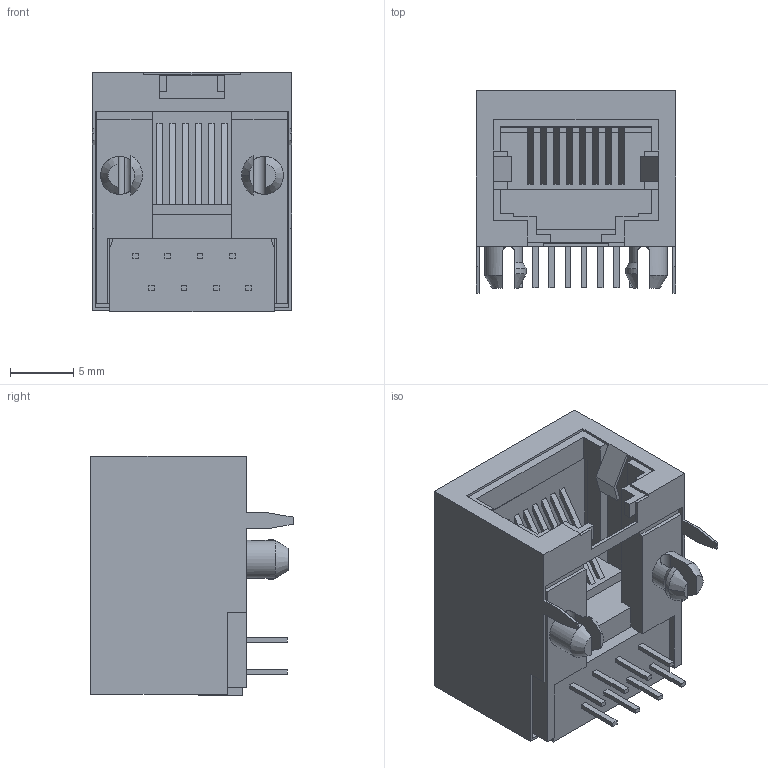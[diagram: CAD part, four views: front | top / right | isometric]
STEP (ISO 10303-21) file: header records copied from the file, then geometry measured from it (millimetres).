
FILE_DESCRIPTION (( 'STEP AP214' ), '1' );
FILE_NAME ('ACC-M-RJE05-188-1X10-REVT1.STEP', '2016-11-14T23:31:13', ( 'Windows User' ), ( '' ), 'SwSTEP 2.0', 'SolidWorks 2016', '' );
FILE_SCHEMA (( 'AUTOMOTIVE_DESIGN' ));
Length unit declared in the file: millimetre
Products named in the file (1): ACC-M-RJE05-188-1X10-REVT1
Bounding box: 15.7 x 15.95 x 18.92 mm (x, y, z)
Volume: 2150.4 mm3; surface area: 4351.8 mm2
Topology: 1 solids, 1 shells, 233 faces, 675 edges, 442 vertices
Faces by surface type: plane 210, cylinder 15, cone 8
Entity records: 10208 total; most frequent: CARTESIAN_POINT 1447, ORIENTED_EDGE 1350, DIRECTION 1145, EDGE_CURVE 675, VECTOR 625, LINE 625, VERTEX_POINT 442, EDGE_LOOP 261
